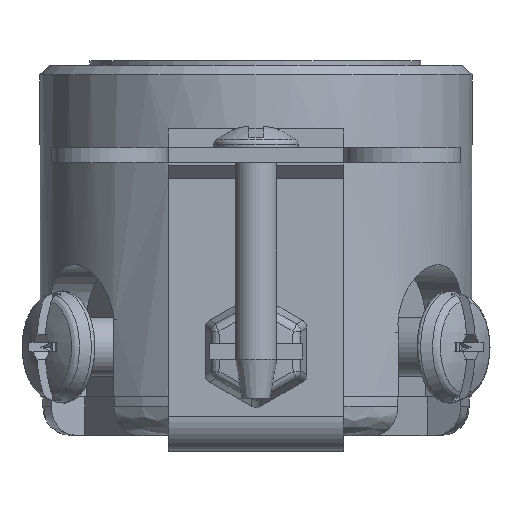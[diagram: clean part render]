
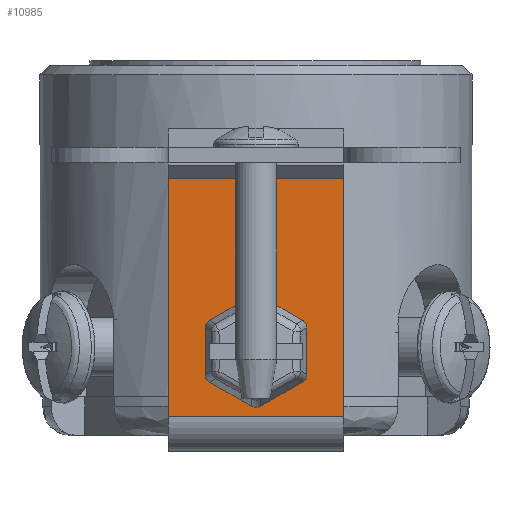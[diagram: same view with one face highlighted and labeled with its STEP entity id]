
A CAD part, left-side view. The second image highlights one B-rep face of the part: STEP entity #10985.
In plain terms, the highlighted planar face has unit normal (-1, 0, 0).
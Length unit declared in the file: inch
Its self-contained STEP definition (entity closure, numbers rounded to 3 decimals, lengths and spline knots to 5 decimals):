
#69 = FACE_BOUND ( 'NONE', #7478, .T. ) ;
#525 = DIRECTION ( 'NONE',  ( 0., 0., 1. ) ) ;
#1125 = EDGE_CURVE ( 'NONE', #3887, #5679, #4419, .T. ) ;
#1523 = EDGE_CURVE ( 'NONE', #10836, #10836, #2684, .T. ) ;
#1632 = DIRECTION ( 'NONE',  ( 0., 0., 1. ) ) ;
#1639 = ORIENTED_EDGE ( 'NONE', *, *, #1523, .T. ) ;
#2102 = VERTEX_POINT ( 'NONE', #11105 ) ;
#2684 = CIRCLE ( 'NONE', #10179, 0.082 ) ;
#3149 = VERTEX_POINT ( 'NONE', #14079 ) ;
#3271 = EDGE_CURVE ( 'NONE', #2102, #3887, #3583, .T. ) ;
#3583 = LINE ( 'NONE', #8831, #9926 ) ;
#3887 = VERTEX_POINT ( 'NONE', #4594 ) ;
#3967 = DIRECTION ( 'NONE',  ( 0., 1., 0. ) ) ;
#4117 = DIRECTION ( 'NONE',  ( 1., 0., 0. ) ) ;
#4419 = LINE ( 'NONE', #6192, #11126 ) ;
#4594 = CARTESIAN_POINT ( 'NONE',  ( -0.7375, -0.281, 0.704 ) ) ;
#5109 = EDGE_CURVE ( 'NONE', #3149, #5679, #14766, .T. ) ;
#5679 = VERTEX_POINT ( 'NONE', #15254 ) ;
#6192 = CARTESIAN_POINT ( 'NONE',  ( -0.7375, 0., 0.704 ) ) ;
#6307 = FACE_OUTER_BOUND ( 'NONE', #12601, .T. ) ;
#6490 = DIRECTION ( 'NONE',  ( 0., 0., -1. ) ) ;
#6533 = DIRECTION ( 'NONE',  ( -1., 0., 0. ) ) ;
#6601 = CARTESIAN_POINT ( 'NONE',  ( -0.7375, 0.281, 0.859 ) ) ;
#7478 = EDGE_LOOP ( 'NONE', ( #1639 ) ) ;
#8831 = CARTESIAN_POINT ( 'NONE',  ( -0.7375, -0.281, 0. ) ) ;
#8848 = LINE ( 'NONE', #10199, #14469 ) ;
#9926 = VECTOR ( 'NONE', #1632, 39.37008 ) ;
#10179 = AXIS2_PLACEMENT_3D ( 'NONE', #13765, #4117, #6490 ) ;
#10199 = CARTESIAN_POINT ( 'NONE',  ( -0.7375, 0.281, -0.063 ) ) ;
#10836 = VERTEX_POINT ( 'NONE', #11626 ) ;
#10859 = ORIENTED_EDGE ( 'NONE', *, *, #1125, .T. ) ;
#10985 = ADVANCED_FACE ( 'NONE', ( #69, #6307 ), #13599, .T. ) ;
#11105 = CARTESIAN_POINT ( 'NONE',  ( -0.7375, -0.281, -0.063 ) ) ;
#11118 = ORIENTED_EDGE ( 'NONE', *, *, #5109, .F. ) ;
#11126 = VECTOR ( 'NONE', #3967, 39.37008 ) ;
#11496 = ORIENTED_EDGE ( 'NONE', *, *, #12508, .T. ) ;
#11618 = VECTOR ( 'NONE', #14967, 39.37008 ) ;
#11626 = CARTESIAN_POINT ( 'NONE',  ( -0.7375, 0., 0.064 ) ) ;
#12276 = CARTESIAN_POINT ( 'NONE',  ( -0.7375, 0.281, -0.125 ) ) ;
#12508 = EDGE_CURVE ( 'NONE', #3149, #2102, #8848, .T. ) ;
#12601 = EDGE_LOOP ( 'NONE', ( #13459, #10859, #11118, #11496 ) ) ;
#13459 = ORIENTED_EDGE ( 'NONE', *, *, #3271, .T. ) ;
#13599 = PLANE ( 'NONE',  #13842 ) ;
#13765 = CARTESIAN_POINT ( 'NONE',  ( -0.7375, 0., 0.146 ) ) ;
#13842 = AXIS2_PLACEMENT_3D ( 'NONE', #12276, #6533, #525 ) ;
#14034 = DIRECTION ( 'NONE',  ( 0., -1., 0. ) ) ;
#14079 = CARTESIAN_POINT ( 'NONE',  ( -0.7375, 0.281, -0.063 ) ) ;
#14469 = VECTOR ( 'NONE', #14034, 39.37008 ) ;
#14766 = LINE ( 'NONE', #6601, #11618 ) ;
#14967 = DIRECTION ( 'NONE',  ( 0., 0., 1. ) ) ;
#15254 = CARTESIAN_POINT ( 'NONE',  ( -0.7375, 0.281, 0.704 ) ) ;
